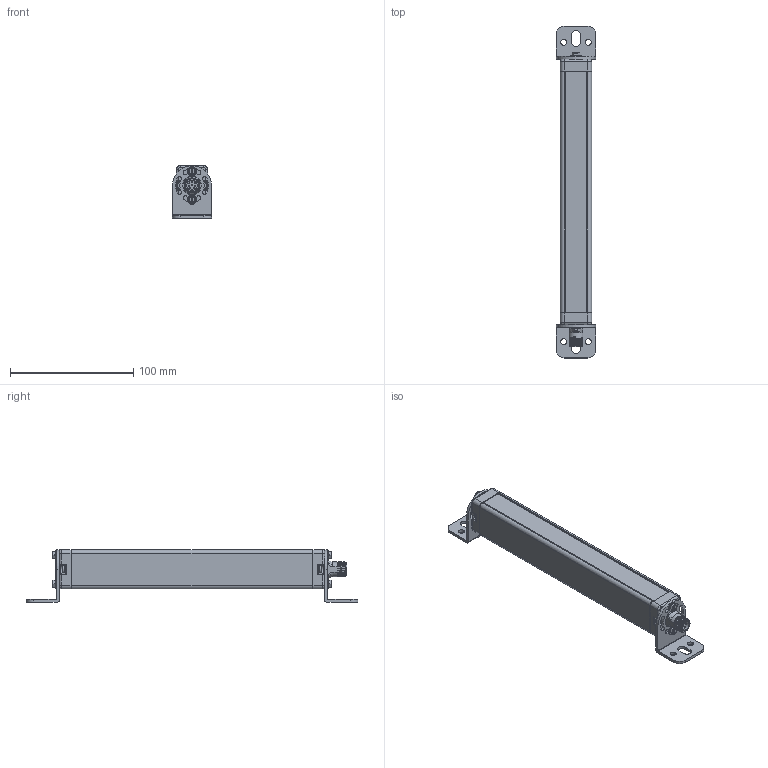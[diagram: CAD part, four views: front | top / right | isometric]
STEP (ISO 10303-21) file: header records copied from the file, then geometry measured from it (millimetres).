
FILE_DESCRIPTION((''),'2;1');
FILE_NAME('139565_SM01_ASM','2023-04-12T10:51:47',('banengservice'),('BANNER ENGINEERING'),'CREO PARAMETRIC BY PTC INC, 2022414','CREO PARAMETRIC BY PTC INC, 2022414','');
FILE_SCHEMA(('CONFIG_CONTROL_DESIGN'));
Products named in the file (4): 139565_EP01; 48461; 46544; 139565_SM01_ASM
Assembly tree (7 placements, depth 2):
  139565_SM01_ASM
    139565_EP01
    48461  x2
    46544  x4
Bounding box: 31.75 x 269.1 x 42.57 mm (x, y, z)
Volume: 177814.4 mm3; surface area: 37773.6 mm2
Topology: 11 solids, 11 shells, 861 faces, 2128 edges, 1309 vertices
Faces by surface type: cylinder 399, plane 266, torus 66, sphere 64, bspline 45, cone 21
Entity records: 27708 total; most frequent: CARTESIAN_POINT 12461, DIRECTION 3268, ORIENTED_EDGE 3132, EDGE_CURVE 1566, AXIS2_PLACEMENT_3D 1256, VERTEX_POINT 983, VECTOR 756, LINE 756
